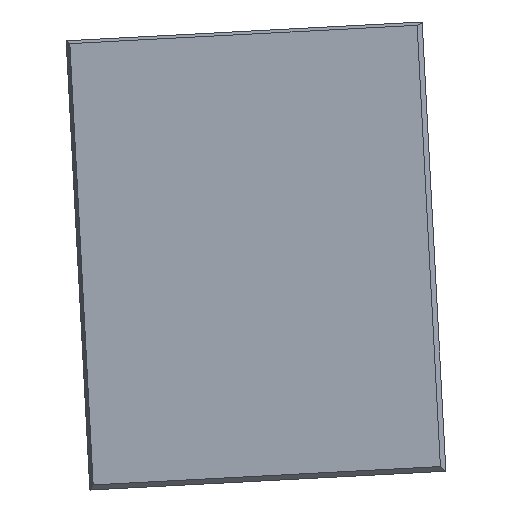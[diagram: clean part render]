
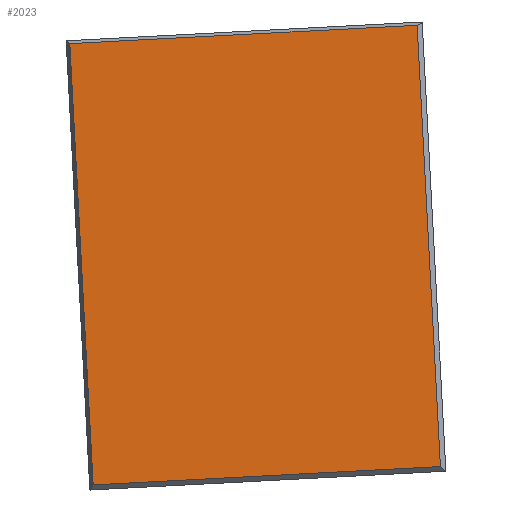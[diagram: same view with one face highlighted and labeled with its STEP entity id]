
A CAD part, left-side view. The second image highlights one B-rep face of the part: STEP entity #2023.
In plain terms, the highlighted planar face has unit normal (-1, 0, 0).
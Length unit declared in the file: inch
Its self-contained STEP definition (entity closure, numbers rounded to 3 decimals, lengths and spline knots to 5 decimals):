
#212 = VECTOR ( 'NONE', #3111, 39.37008 ) ;
#1227 = ORIENTED_EDGE ( 'NONE', *, *, #11019, .T. ) ;
#1543 = CARTESIAN_POINT ( 'NONE',  ( -0.78894, -0.32391, 3.02666 ) ) ;
#2023 = ADVANCED_FACE ( 'NONE', ( #4766 ), #9812, .T. ) ;
#2918 = DIRECTION ( 'NONE',  ( -1., 0., 0. ) ) ;
#3111 = DIRECTION ( 'NONE',  ( 0., 0.053, 0.999 ) ) ;
#3239 = CARTESIAN_POINT ( 'NONE',  ( -0.78894, 0.2791, 2.15065 ) ) ;
#3398 = EDGE_CURVE ( 'NONE', #12533, #5696, #14215, .T. ) ;
#4322 = DIRECTION ( 'NONE',  ( 0., 0.053, 0.999 ) ) ;
#4766 = FACE_OUTER_BOUND ( 'NONE', #13514, .T. ) ;
#5020 = CARTESIAN_POINT ( 'NONE',  ( -0.78894, 0.38708, 3.81366 ) ) ;
#5696 = VERTEX_POINT ( 'NONE', #13194 ) ;
#5980 = VECTOR ( 'NONE', #14493, 39.37008 ) ;
#7083 = ORIENTED_EDGE ( 'NONE', *, *, #12212, .T. ) ;
#7605 = CARTESIAN_POINT ( 'NONE',  ( -0.78894, -0.36705, 2.2098 ) ) ;
#8552 = VECTOR ( 'NONE', #13142, 39.37008 ) ;
#9037 = CARTESIAN_POINT ( 'NONE',  ( -0.78894, -1.00965, 2.24373 ) ) ;
#9144 = AXIS2_PLACEMENT_3D ( 'NONE', #1543, #2918, #4322 ) ;
#9812 = PLANE ( 'NONE',  #9144 ) ;
#9950 = CARTESIAN_POINT ( 'NONE',  ( -0.78894, -0.96652, 3.0606 ) ) ;
#10467 = ORIENTED_EDGE ( 'NONE', *, *, #3398, .T. ) ;
#11019 = EDGE_CURVE ( 'NONE', #11445, #12533, #13200, .T. ) ;
#11338 = VERTEX_POINT ( 'NONE', #9037 ) ;
#11445 = VERTEX_POINT ( 'NONE', #16343 ) ;
#11480 = LINE ( 'NONE', #9950, #212 ) ;
#11888 = DIRECTION ( 'NONE',  ( 0., 0.999, -0.053 ) ) ;
#11910 = VECTOR ( 'NONE', #11888, 39.37008 ) ;
#12168 = ORIENTED_EDGE ( 'NONE', *, *, #16676, .T. ) ;
#12212 = EDGE_CURVE ( 'NONE', #11338, #11445, #11480, .T. ) ;
#12244 = LINE ( 'NONE', #7605, #8552 ) ;
#12533 = VERTEX_POINT ( 'NONE', #17717 ) ;
#13142 = DIRECTION ( 'NONE',  ( 0., -0.999, 0.053 ) ) ;
#13194 = CARTESIAN_POINT ( 'NONE',  ( -0.78894, 0.28042, 2.17561 ) ) ;
#13200 = LINE ( 'NONE', #5020, #11910 ) ;
#13514 = EDGE_LOOP ( 'NONE', ( #10467, #12168, #7083, #1227 ) ) ;
#14215 = LINE ( 'NONE', #3239, #5980 ) ;
#14493 = DIRECTION ( 'NONE',  ( 0., -0.053, -0.999 ) ) ;
#16343 = CARTESIAN_POINT ( 'NONE',  ( -0.78894, -0.9231, 3.88284 ) ) ;
#16676 = EDGE_CURVE ( 'NONE', #5696, #11338, #12244, .T. ) ;
#17717 = CARTESIAN_POINT ( 'NONE',  ( -0.78894, 0.36697, 3.81472 ) ) ;
